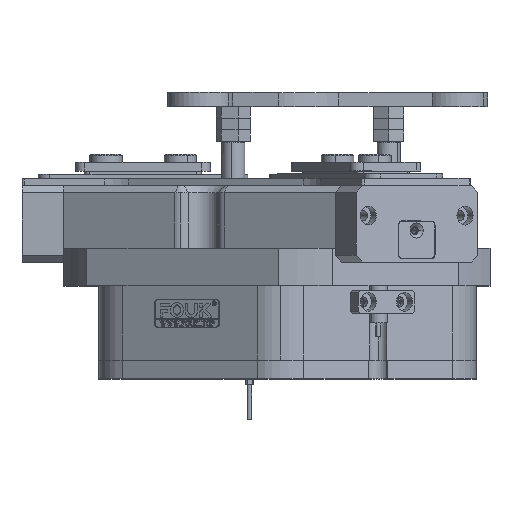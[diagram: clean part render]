
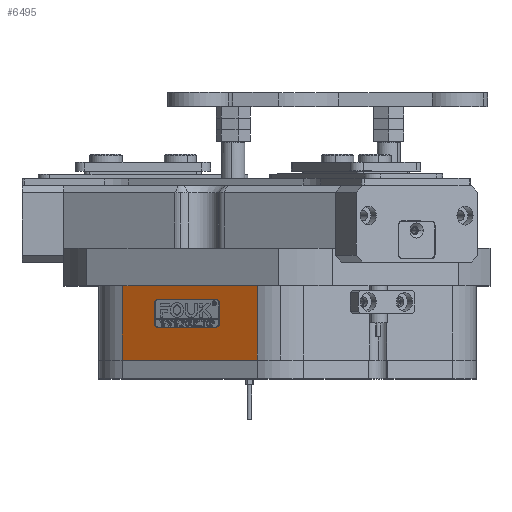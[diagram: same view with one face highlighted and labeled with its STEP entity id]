
A CAD part, top view. The second image highlights one B-rep face of the part: STEP entity #6495.
In plain terms, the highlighted planar face has unit normal (-0.5, 0, 0.866).
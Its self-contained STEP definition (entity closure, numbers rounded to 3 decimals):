
#301 = EDGE_CURVE ( 'NONE', #27473, #11587, #10278, .T. ) ;
#1575 = DIRECTION ( 'NONE',  ( 0.5, 0., -0.866 ) ) ;
#2763 = EDGE_CURVE ( 'NONE', #25760, #27473, #45454, .T. ) ;
#3818 = CARTESIAN_POINT ( 'NONE',  ( -54.423, 26.2, 63.264 ) ) ;
#3924 = EDGE_CURVE ( 'NONE', #17737, #40287, #26650, .T. ) ;
#3935 = AXIS2_PLACEMENT_3D ( 'NONE', #14107, #18261, #30456 ) ;
#4006 = EDGE_CURVE ( 'NONE', #8088, #25822, #42192, .T. ) ;
#5898 = FACE_OUTER_BOUND ( 'NONE', #42734, .T. ) ;
#6495 = ADVANCED_FACE ( 'NONE', ( #5898, #45692 ), #18140, .T. ) ;
#6698 = LINE ( 'NONE', #31722, #22248 ) ;
#6870 = DIRECTION ( 'NONE',  ( -0.5, 0., 0.866 ) ) ;
#7251 = CARTESIAN_POINT ( 'NONE',  ( -54.423, 14., 63.264 ) ) ;
#7291 = AXIS2_PLACEMENT_3D ( 'NONE', #37879, #1575, #49052 ) ;
#7777 = VECTOR ( 'NONE', #29018, 1000. ) ;
#7923 = DIRECTION ( 'NONE',  ( 0., -1., 0. ) ) ;
#7954 = ORIENTED_EDGE ( 'NONE', *, *, #34142, .T. ) ;
#8064 = ORIENTED_EDGE ( 'NONE', *, *, #28120, .F. ) ;
#8088 = VERTEX_POINT ( 'NONE', #15296 ) ;
#8168 = CARTESIAN_POINT ( 'NONE',  ( -54.423, 24.1, 63.264 ) ) ;
#8230 = CIRCLE ( 'NONE', #3935, 2.1 ) ;
#8507 = ORIENTED_EDGE ( 'NONE', *, *, #39066, .T. ) ;
#8985 = EDGE_LOOP ( 'NONE', ( #41210, #7954, #8507, #28171, #16691, #42700, #11808, #17133 ) ) ;
#10219 = VERTEX_POINT ( 'NONE', #13537 ) ;
#10278 = LINE ( 'NONE', #44413, #30175 ) ;
#10354 = CARTESIAN_POINT ( 'NONE',  ( -30.175, 26.2, 77.264 ) ) ;
#11384 = EDGE_CURVE ( 'NONE', #40287, #13799, #8230, .T. ) ;
#11587 = VERTEX_POINT ( 'NONE', #35625 ) ;
#11667 = LINE ( 'NONE', #17308, #40279 ) ;
#11808 = ORIENTED_EDGE ( 'NONE', *, *, #3924, .T. ) ;
#13537 = CARTESIAN_POINT ( 'NONE',  ( -30.175, 14., 77.264 ) ) ;
#13799 = VERTEX_POINT ( 'NONE', #51470 ) ;
#14107 = CARTESIAN_POINT ( 'NONE',  ( -30.175, 24.1, 77.264 ) ) ;
#14614 = CARTESIAN_POINT ( 'NONE',  ( -28.356, 16.1, 78.314 ) ) ;
#14708 = EDGE_CURVE ( 'NONE', #13799, #18543, #6698, .T. ) ;
#15296 = CARTESIAN_POINT ( 'NONE',  ( -12., 0., 87.757 ) ) ;
#16337 = EDGE_CURVE ( 'NONE', #8088, #37588, #18333, .T. ) ;
#16691 = ORIENTED_EDGE ( 'NONE', *, *, #301, .T. ) ;
#17133 = ORIENTED_EDGE ( 'NONE', *, *, #11384, .T. ) ;
#17256 = AXIS2_PLACEMENT_3D ( 'NONE', #22680, #6870, #49979 ) ;
#17308 = CARTESIAN_POINT ( 'NONE',  ( -41., 32., 71.014 ) ) ;
#17737 = VERTEX_POINT ( 'NONE', #3818 ) ;
#17740 = CIRCLE ( 'NONE', #31402, 2.1 ) ;
#17922 = EDGE_CURVE ( 'NONE', #11587, #17737, #17740, .T. ) ;
#18140 = PLANE ( 'NONE',  #17256 ) ;
#18261 = DIRECTION ( 'NONE',  ( 0.5, 0., -0.866 ) ) ;
#18333 = LINE ( 'NONE', #25199, #7777 ) ;
#18543 = VERTEX_POINT ( 'NONE', #14614 ) ;
#19740 = CARTESIAN_POINT ( 'NONE',  ( -12., 32., 87.757 ) ) ;
#20109 = LINE ( 'NONE', #22041, #22012 ) ;
#22012 = VECTOR ( 'NONE', #49869, 1000. ) ;
#22041 = CARTESIAN_POINT ( 'NONE',  ( -30.175, 14., 77.264 ) ) ;
#22248 = VECTOR ( 'NONE', #7923, 1000. ) ;
#22680 = CARTESIAN_POINT ( 'NONE',  ( 82., 75., 142.028 ) ) ;
#23477 = CARTESIAN_POINT ( 'NONE',  ( -54.423, 16.1, 63.264 ) ) ;
#23549 = VECTOR ( 'NONE', #30502, 1000. ) ;
#23652 = ORIENTED_EDGE ( 'NONE', *, *, #16337, .T. ) ;
#23816 = DIRECTION ( 'NONE',  ( 0.5, 0., -0.866 ) ) ;
#25199 = CARTESIAN_POINT ( 'NONE',  ( -12., 75., 87.757 ) ) ;
#25760 = VERTEX_POINT ( 'NONE', #7251 ) ;
#25822 = VERTEX_POINT ( 'NONE', #51394 ) ;
#26054 = VECTOR ( 'NONE', #46847, 1000. ) ;
#26090 = DIRECTION ( 'NONE',  ( 0., -1., 0. ) ) ;
#26315 = CARTESIAN_POINT ( 'NONE',  ( -30.175, 26.2, 77.264 ) ) ;
#26650 = LINE ( 'NONE', #10354, #26054 ) ;
#27448 = VECTOR ( 'NONE', #26090, 1000. ) ;
#27473 = VERTEX_POINT ( 'NONE', #45208 ) ;
#27537 = CARTESIAN_POINT ( 'NONE',  ( 82., 0., 142.028 ) ) ;
#27789 = ORIENTED_EDGE ( 'NONE', *, *, #4006, .F. ) ;
#28120 = EDGE_CURVE ( 'NONE', #33864, #37588, #11667, .T. ) ;
#28171 = ORIENTED_EDGE ( 'NONE', *, *, #2763, .T. ) ;
#28503 = DIRECTION ( 'NONE',  ( -0.866, 0., -0.5 ) ) ;
#29018 = DIRECTION ( 'NONE',  ( 0., 1., 0. ) ) ;
#30175 = VECTOR ( 'NONE', #44771, 1000. ) ;
#30456 = DIRECTION ( 'NONE',  ( 0.866, 0., 0.5 ) ) ;
#30502 = DIRECTION ( 'NONE',  ( -0.866, 0., -0.5 ) ) ;
#31402 = AXIS2_PLACEMENT_3D ( 'NONE', #8168, #36293, #28503 ) ;
#31722 = CARTESIAN_POINT ( 'NONE',  ( -28.356, 24.1, 78.314 ) ) ;
#33664 = CIRCLE ( 'NONE', #7291, 2.1 ) ;
#33864 = VERTEX_POINT ( 'NONE', #43828 ) ;
#34142 = EDGE_CURVE ( 'NONE', #18543, #10219, #33664, .T. ) ;
#34601 = EDGE_CURVE ( 'NONE', #33864, #25822, #38005, .T. ) ;
#35625 = CARTESIAN_POINT ( 'NONE',  ( -56.242, 24.1, 62.214 ) ) ;
#36293 = DIRECTION ( 'NONE',  ( 0.5, 0., -0.866 ) ) ;
#37588 = VERTEX_POINT ( 'NONE', #19740 ) ;
#37879 = CARTESIAN_POINT ( 'NONE',  ( -30.175, 16.1, 77.264 ) ) ;
#38005 = LINE ( 'NONE', #49893, #27448 ) ;
#38198 = ORIENTED_EDGE ( 'NONE', *, *, #34601, .T. ) ;
#39066 = EDGE_CURVE ( 'NONE', #10219, #25760, #20109, .T. ) ;
#40279 = VECTOR ( 'NONE', #45486, 1000. ) ;
#40287 = VERTEX_POINT ( 'NONE', #26315 ) ;
#41210 = ORIENTED_EDGE ( 'NONE', *, *, #14708, .T. ) ;
#42192 = LINE ( 'NONE', #27537, #23549 ) ;
#42700 = ORIENTED_EDGE ( 'NONE', *, *, #17922, .T. ) ;
#42734 = EDGE_LOOP ( 'NONE', ( #8064, #38198, #27789, #23652 ) ) ;
#43828 = CARTESIAN_POINT ( 'NONE',  ( -70., 32., 54.271 ) ) ;
#44413 = CARTESIAN_POINT ( 'NONE',  ( -56.242, 24.1, 62.214 ) ) ;
#44771 = DIRECTION ( 'NONE',  ( 0., 1., 0. ) ) ;
#45208 = CARTESIAN_POINT ( 'NONE',  ( -56.242, 16.1, 62.214 ) ) ;
#45454 = CIRCLE ( 'NONE', #47143, 2.1 ) ;
#45486 = DIRECTION ( 'NONE',  ( 0.866, 0., 0.5 ) ) ;
#45692 = FACE_BOUND ( 'NONE', #8985, .T. ) ;
#46847 = DIRECTION ( 'NONE',  ( 0.866, 0., 0.5 ) ) ;
#47121 = DIRECTION ( 'NONE',  ( -0.866, 0., -0.5 ) ) ;
#47143 = AXIS2_PLACEMENT_3D ( 'NONE', #23477, #23816, #47121 ) ;
#49052 = DIRECTION ( 'NONE',  ( -0.866, 0., -0.5 ) ) ;
#49869 = DIRECTION ( 'NONE',  ( -0.866, 0., -0.5 ) ) ;
#49893 = CARTESIAN_POINT ( 'NONE',  ( -70., 75., 54.271 ) ) ;
#49979 = DIRECTION ( 'NONE',  ( 0.866, 0., 0.5 ) ) ;
#51394 = CARTESIAN_POINT ( 'NONE',  ( -70., 0., 54.271 ) ) ;
#51470 = CARTESIAN_POINT ( 'NONE',  ( -28.356, 24.1, 78.314 ) ) ;
